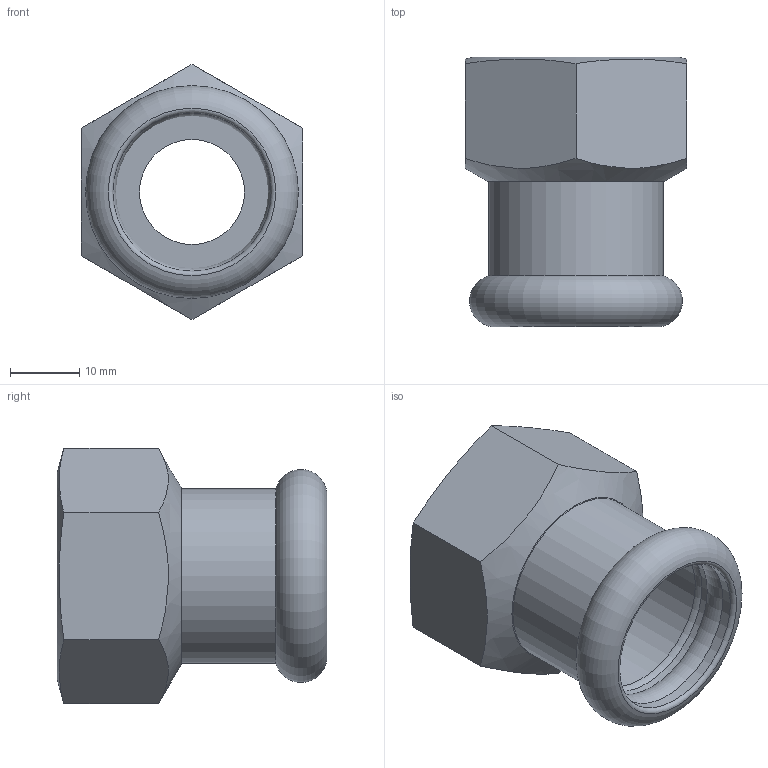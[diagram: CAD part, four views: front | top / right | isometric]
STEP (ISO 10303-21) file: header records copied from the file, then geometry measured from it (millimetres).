
FILE_DESCRIPTION(/* description */ ('MANICOTTO FILETTATO FEMMINA 1/2"x22'),/* implementation_level */ '2;1');
FILE_NAME(/* name */ '190102022_Inoxpres.stp',/* time_stamp */ '2022-10-12T09:13:57+02:00',/* author */ ('Vault'),/* organization */ ('Raccorderie metalliche s.p.a. '),/* preprocessor_version */ 'ST-DEVELOPER v18.1',/* originating_system */ 'Autodesk Inventor 2020',/* authorisation */ 'Raccorderie metalliche s.p.a. ');
FILE_SCHEMA (('AUTOMOTIVE_DESIGN { 1 0 10303 214 3 1 1 }'));
Length unit declared in the file: millimetre
Products named in the file (1): 190102022_Inoxpres
Bounding box: 32 x 39 x 36.95 mm (x, y, z)
Volume: 13712.1 mm3; surface area: 7716.5 mm2
Topology: 1 solids, 1 shells, 25 faces, 67 edges, 45 vertices
Faces by surface type: plane 9, cylinder 7, torus 5, cone 4
Full cylindrical faces by diameter (mm): 15.203 x1, 19 x1, 21.5 x1, 22.3 x1, 22.9 x2, 25.3 x1
Entity records: 840 total; most frequent: CARTESIAN_POINT 162, DIRECTION 145, ORIENTED_EDGE 134, EDGE_CURVE 67, AXIS2_PLACEMENT_3D 64, VERTEX_POINT 45, CIRCLE 38, EDGE_LOOP 28
